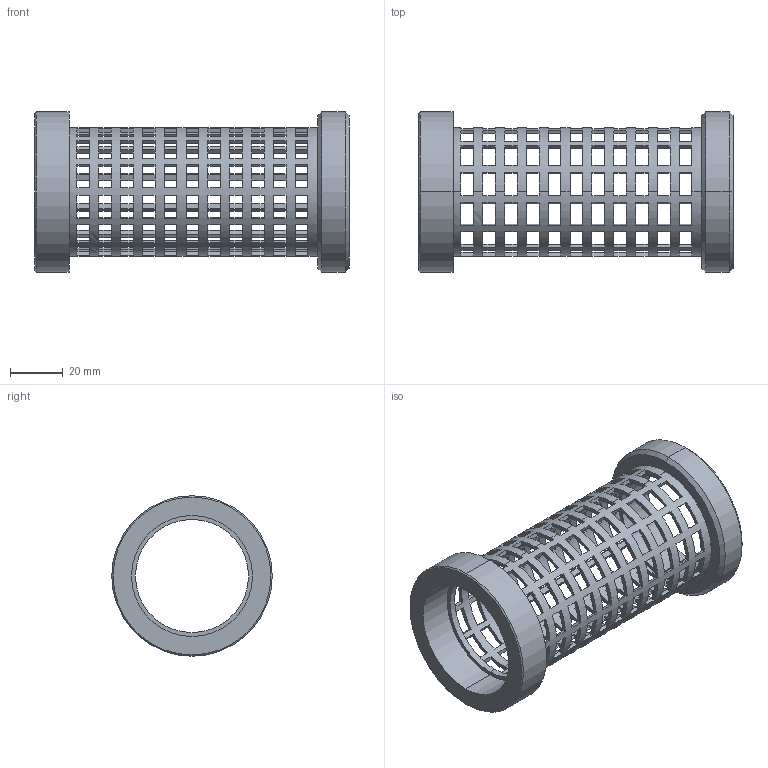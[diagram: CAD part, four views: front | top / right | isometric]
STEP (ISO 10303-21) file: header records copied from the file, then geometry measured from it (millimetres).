
FILE_DESCRIPTION (( 'STEP AP203' ), '1' );
FILE_NAME ('3D-M-7025_50_174801035.STEP', '2024-09-12T18:17:15', ( '' ), ( '' ), 'SwSTEP 2.0', 'SolidWorks 2024', '' );
FILE_SCHEMA (( 'CONFIG_CONTROL_DESIGN' ));
Length unit declared in the file: millimetre
Products named in the file (1): 3D-M-7025_50_174801035
Bounding box: 119.5 x 61 x 61 mm (x, y, z)
Volume: 46395.2 mm3; surface area: 34988.4 mm2
Topology: 1 solids, 1 shells, 599 faces, 1902 edges, 1266 vertices
Faces by surface type: plane 579, cylinder 14, cone 6
Entity records: 21915 total; most frequent: ORIENTED_EDGE 3804, DIRECTION 3796, CARTESIAN_POINT 3768, EDGE_CURVE 1902, AXIS2_PLACEMENT_3D 1294, VERTEX_POINT 1266, LINE 1208, VECTOR 1208
